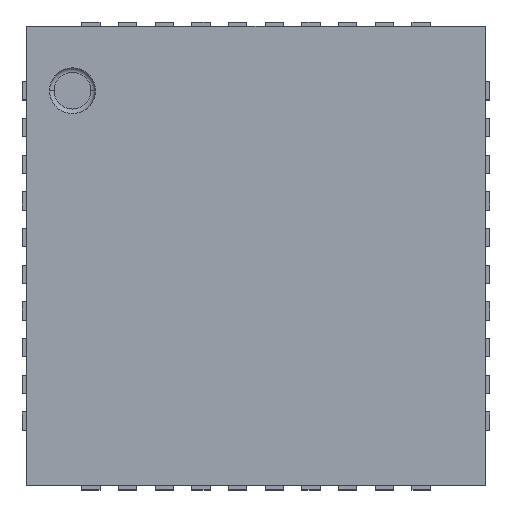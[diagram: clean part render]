
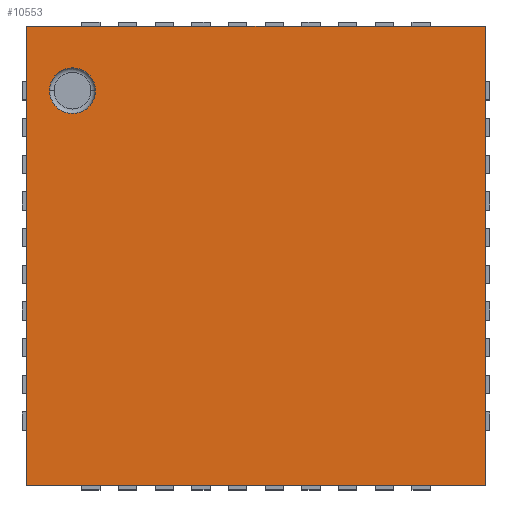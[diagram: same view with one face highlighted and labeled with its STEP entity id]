
A CAD part, top view. The second image highlights one B-rep face of the part: STEP entity #10553.
In plain terms, the highlighted planar face has unit normal (0, 0, 1).
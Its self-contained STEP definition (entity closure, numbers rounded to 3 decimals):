
#10375 = CARTESIAN_POINT ( 'NONE',  ( -1.75, 1.8, 0.9 ) ) ;
#10376 = VERTEX_POINT ( 'NONE', #10375 ) ;
#10384 = CARTESIAN_POINT ( 'NONE',  ( -2.25, 1.8, 0.9 ) ) ;
#10385 = VERTEX_POINT ( 'NONE', #10384 ) ;
#10386 = CARTESIAN_POINT ( 'NONE',  ( -2., 1.8, 0.9 ) ) ;
#10387 = DIRECTION ( 'NONE',  ( 0., 0., 1. ) ) ;
#10388 = DIRECTION ( 'NONE',  ( -1., 0., 0. ) ) ;
#10389 = AXIS2_PLACEMENT_3D ( 'NONE', #10386, #10387, #10388 ) ;
#10390 = CIRCLE ( 'NONE', #10389, 0.25) ;
#10391 = EDGE_CURVE ( 'NONE', #10376, #10385, #10390, .T. ) ;
#10418 = CARTESIAN_POINT ( 'NONE',  ( -2.5, 2.5, 0.9 ) ) ;
#10419 = VERTEX_POINT ( 'NONE', #10418 ) ;
#10426 = CARTESIAN_POINT ( 'NONE',  ( 2.5, 2.5, 0.9 ) ) ;
#10427 = VERTEX_POINT ( 'NONE', #10426 ) ;
#10428 = CARTESIAN_POINT ( 'NONE',  ( -2.5, 2.5, 0.9 ) ) ;
#10429 = DIRECTION ( 'NONE',  ( -1., 0., 0. ) ) ;
#10430 = VECTOR ( 'NONE', #10429, 1000. ) ;
#10431 = LINE ( 'NONE', #10428, #10430 ) ;
#10432 = EDGE_CURVE ( 'NONE', #10427, #10419, #10431, .T. ) ;
#10456 = CARTESIAN_POINT ( 'NONE',  ( -2.5, -2.5, 0.9 ) ) ;
#10457 = VERTEX_POINT ( 'NONE', #10456 ) ;
#10464 = CARTESIAN_POINT ( 'NONE',  ( -2.5, -2.5, 0.9 ) ) ;
#10465 = DIRECTION ( 'NONE',  ( 0., -1., 0. ) ) ;
#10466 = VECTOR ( 'NONE', #10465, 1000. ) ;
#10467 = LINE ( 'NONE', #10464, #10466 ) ;
#10468 = EDGE_CURVE ( 'NONE', #10419, #10457, #10467, .T. ) ;
#10487 = CARTESIAN_POINT ( 'NONE',  ( 2.5, -2.5, 0.9 ) ) ;
#10488 = VERTEX_POINT ( 'NONE', #10487 ) ;
#10495 = CARTESIAN_POINT ( 'NONE',  ( -2.5, -2.5, 0.9 ) ) ;
#10496 = DIRECTION ( 'NONE',  ( 1., 0., 0. ) ) ;
#10497 = VECTOR ( 'NONE', #10496, 1000. ) ;
#10498 = LINE ( 'NONE', #10495, #10497 ) ;
#10499 = EDGE_CURVE ( 'NONE', #10457, #10488, #10498, .T. ) ;
#10517 = CARTESIAN_POINT ( 'NONE',  ( 2.5, -2.5, 0.9 ) ) ;
#10518 = DIRECTION ( 'NONE',  ( 0., 1., 0. ) ) ;
#10519 = VECTOR ( 'NONE', #10518, 1000. ) ;
#10520 = LINE ( 'NONE', #10517, #10519 ) ;
#10521 = EDGE_CURVE ( 'NONE', #10488, #10427, #10520, .T. ) ;
#10532 = CARTESIAN_POINT ( 'NONE',  ( -2., 1.8, 0.9 ) ) ;
#10533 = DIRECTION ( 'NONE',  ( 0., 0., 1. ) ) ;
#10534 = DIRECTION ( 'NONE',  ( -1., 0., 0. ) ) ;
#10535 = AXIS2_PLACEMENT_3D ( 'NONE', #10532, #10533, #10534 ) ;
#10536 = CIRCLE ( 'NONE', #10535, 0.25) ;
#10537 = EDGE_CURVE ( 'NONE', #10385, #10376, #10536, .T. ) ;
#10538 = ORIENTED_EDGE ( 'NONE', *, *, #10537, .F. ) ;
#10539 = ORIENTED_EDGE ( 'NONE', *, *, #10391, .F. ) ;
#10540 = EDGE_LOOP ( 'NONE', ( #10538, #10539 ) ) ;
#10541 = FACE_BOUND ( 'NONE', #10540, .T. ) ;
#10542 = ORIENTED_EDGE ( 'NONE', *, *, #10432, .T. ) ;
#10543 = ORIENTED_EDGE ( 'NONE', *, *, #10468, .T. ) ;
#10544 = ORIENTED_EDGE ( 'NONE', *, *, #10499, .T. ) ;
#10545 = ORIENTED_EDGE ( 'NONE', *, *, #10521, .T. ) ;
#10546 = EDGE_LOOP ( 'NONE', ( #10542, #10543, #10544, #10545 ) ) ;
#10547 = FACE_OUTER_BOUND ( 'NONE', #10546, .T. ) ;
#10548 = CARTESIAN_POINT ( 'NONE',  ( 0., 0., 0.9 ) ) ;
#10549 = DIRECTION ( 'NONE',  ( 0., 0., 1. ) ) ;
#10550 = DIRECTION ( 'NONE',  ( -1., 0., 0. ) ) ;
#10551 = AXIS2_PLACEMENT_3D ( 'NONE', #10548, #10549, #10550 ) ;
#10552 = PLANE ( 'NONE', #10551 ) ;
#10553 = ADVANCED_FACE ( 'NONE', ( #10541, #10547 ), #10552, .T. ) ;
